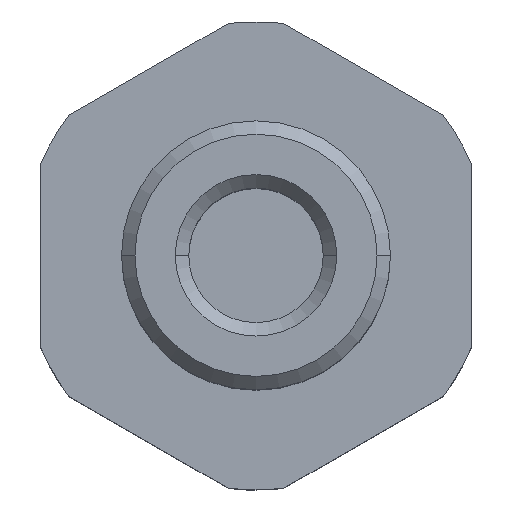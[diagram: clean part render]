
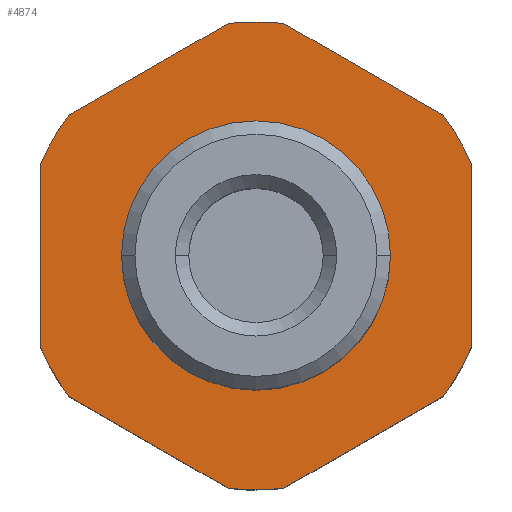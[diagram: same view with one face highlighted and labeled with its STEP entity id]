
A CAD part, top view. The second image highlights one B-rep face of the part: STEP entity #4874.
In plain terms, the highlighted planar face has unit normal (0, 0, 1).
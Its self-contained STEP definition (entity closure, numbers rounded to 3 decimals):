
#1519 = ORIENTED_EDGE ( 'NONE', *, *, #2137, .T. ) ;
#1521 = ORIENTED_EDGE ( 'NONE', *, *, #2144, .T. ) ;
#1523 = ORIENTED_EDGE ( 'NONE', *, *, #2132, .F. ) ;
#1526 = ORIENTED_EDGE ( 'NONE', *, *, #2134, .T. ) ;
#1528 = ORIENTED_EDGE ( 'NONE', *, *, #2142, .T. ) ;
#1538 = ORIENTED_EDGE ( 'NONE', *, *, #2163, .F. ) ;
#1540 = ORIENTED_EDGE ( 'NONE', *, *, #2138, .T. ) ;
#1551 = ORIENTED_EDGE ( 'NONE', *, *, #2141, .T. ) ;
#1553 = ORIENTED_EDGE ( 'NONE', *, *, #2133, .T. ) ;
#1556 = ORIENTED_EDGE ( 'NONE', *, *, #2140, .T. ) ;
#1563 = ORIENTED_EDGE ( 'NONE', *, *, #2143, .T. ) ;
#1564 = ORIENTED_EDGE ( 'NONE', *, *, #2146, .T. ) ;
#1569 = ORIENTED_EDGE ( 'NONE', *, *, #2139, .T. ) ;
#1573 = ORIENTED_EDGE ( 'NONE', *, *, #2145, .T. ) ;
#1730 = VERTEX_POINT ( 'NONE', #6466 ) ;
#1773 = VERTEX_POINT ( 'NONE', #6507 ) ;
#1779 = VERTEX_POINT ( 'NONE', #6512 ) ;
#2132 = EDGE_CURVE ( 'NONE', #1773, #1779, #6323, .T. ) ;
#2133 = EDGE_CURVE ( 'NONE', #8137, #8118, #6327, .T. ) ;
#2134 = EDGE_CURVE ( 'NONE', #8138, #8137, #6329, .T. ) ;
#2137 = EDGE_CURVE ( 'NONE', #8139, #8138, #6335, .T. ) ;
#2138 = EDGE_CURVE ( 'NONE', #8120, #8139, #6337, .T. ) ;
#2139 = EDGE_CURVE ( 'NONE', #8122, #8120, #6338, .T. ) ;
#2140 = EDGE_CURVE ( 'NONE', #8151, #8122, #6340, .T. ) ;
#2141 = EDGE_CURVE ( 'NONE', #8150, #8151, #6341, .T. ) ;
#2142 = EDGE_CURVE ( 'NONE', #8149, #8150, #6343, .T. ) ;
#2143 = EDGE_CURVE ( 'NONE', #8110, #8149, #6344, .T. ) ;
#2144 = EDGE_CURVE ( 'NONE', #8112, #8110, #6346, .T. ) ;
#2145 = EDGE_CURVE ( 'NONE', #1730, #8112, #6347, .T. ) ;
#2146 = EDGE_CURVE ( 'NONE', #8118, #1730, #6349, .T. ) ;
#2163 = EDGE_CURVE ( 'NONE', #1779, #1773, #6374, .T. ) ;
#2727 = DIRECTION ( 'NONE',  ( 0.866, -0.5, 0. ) ) ;
#2729 = DIRECTION ( 'NONE',  ( 0.866, 0.5, 0. ) ) ;
#2730 = CARTESIAN_POINT ( 'NONE',  ( 0., 0., 6.6 ) ) ;
#2731 = DIRECTION ( 'NONE',  ( 0., 0., 1. ) ) ;
#2732 = DIRECTION ( 'NONE',  ( 1., 0., 0. ) ) ;
#2734 = CARTESIAN_POINT ( 'NONE',  ( 0., -9.238, 6.6 ) ) ;
#2735 = CARTESIAN_POINT ( 'NONE',  ( 0., 0., 6.6 ) ) ;
#2736 = DIRECTION ( 'NONE',  ( 0., 0., 1. ) ) ;
#2737 = DIRECTION ( 'NONE',  ( 1., 0., 0. ) ) ;
#2739 = CARTESIAN_POINT ( 'NONE',  ( -8., -4.619, 6.6 ) ) ;
#2742 = CARTESIAN_POINT ( 'NONE',  ( -8., 4.619, 6.6 ) ) ;
#2743 = DIRECTION ( 'NONE',  ( 0., -1., 0. ) ) ;
#2744 = CARTESIAN_POINT ( 'NONE',  ( 0., 0., 6.6 ) ) ;
#2745 = DIRECTION ( 'NONE',  ( 0., 0., 1. ) ) ;
#2746 = DIRECTION ( 'NONE',  ( 1., 0., 0. ) ) ;
#2747 = CARTESIAN_POINT ( 'NONE',  ( 0., 9.238, 6.6 ) ) ;
#2748 = DIRECTION ( 'NONE',  ( -0.866, -0.5, 0. ) ) ;
#2749 = CARTESIAN_POINT ( 'NONE',  ( 0., 0., 6.6 ) ) ;
#2750 = DIRECTION ( 'NONE',  ( 0., 0., 1. ) ) ;
#2751 = DIRECTION ( 'NONE',  ( 1., 0., 0. ) ) ;
#2752 = CARTESIAN_POINT ( 'NONE',  ( 8., 4.619, 6.6 ) ) ;
#2753 = DIRECTION ( 'NONE',  ( -0.866, 0.5, 0. ) ) ;
#2754 = CARTESIAN_POINT ( 'NONE',  ( 0., 0., 6.6 ) ) ;
#2755 = DIRECTION ( 'NONE',  ( 0., 0., 1. ) ) ;
#2756 = DIRECTION ( 'NONE',  ( 1., 0., 0. ) ) ;
#2757 = CARTESIAN_POINT ( 'NONE',  ( 8., -4.619, 6.6 ) ) ;
#2758 = DIRECTION ( 'NONE',  ( 0., 1., 0. ) ) ;
#2759 = CARTESIAN_POINT ( 'NONE',  ( 0., 0., 6.6 ) ) ;
#2760 = DIRECTION ( 'NONE',  ( 0., 0., 1. ) ) ;
#2761 = DIRECTION ( 'NONE',  ( 1., 0., 0. ) ) ;
#2763 = CARTESIAN_POINT ( 'NONE',  ( 0., 0., 6.6 ) ) ;
#2764 = DIRECTION ( 'NONE',  ( 0., 0., 1. ) ) ;
#2765 = DIRECTION ( 'NONE',  ( 1., 0., 0. ) ) ;
#2808 = CARTESIAN_POINT ( 'NONE',  ( 0., 0., 6.6 ) ) ;
#2809 = DIRECTION ( 'NONE',  ( 0., 0., 1. ) ) ;
#2810 = DIRECTION ( 'NONE',  ( 1., 0., 0. ) ) ;
#4101 = AXIS2_PLACEMENT_3D ( 'NONE', #5268, #5265, #5271 ) ;
#4874 = ADVANCED_FACE ( 'NONE', ( #5491, #5499 ), #5269, .T. ) ;
#5265 = DIRECTION ( 'NONE',  ( 0., 0., 1. ) ) ;
#5268 = CARTESIAN_POINT ( 'NONE',  ( 0., 0., 6.6 ) ) ;
#5269 = PLANE ( 'NONE',  #4101 ) ;
#5271 = DIRECTION ( 'NONE',  ( 1., 0., 0. ) ) ;
#5491 = FACE_OUTER_BOUND ( 'NONE', #7681, .T. ) ;
#5499 = FACE_BOUND ( 'NONE', #7791, .T. ) ;
#6323 = CIRCLE ( 'NONE', #7509, 5. ) ;
#6327 = CIRCLE ( 'NONE', #7510, 8.7 ) ;
#6329 = LINE ( 'NONE', #2734, #6332 ) ;
#6332 = VECTOR ( 'NONE', #2729, 1000. ) ;
#6335 = CIRCLE ( 'NONE', #7511, 8.7 ) ;
#6337 = LINE ( 'NONE', #2739, #6339 ) ;
#6338 = CIRCLE ( 'NONE', #7512, 8.7 ) ;
#6339 = VECTOR ( 'NONE', #2727, 1000. ) ;
#6340 = LINE ( 'NONE', #2742, #6342 ) ;
#6341 = CIRCLE ( 'NONE', #7513, 8.7 ) ;
#6342 = VECTOR ( 'NONE', #2743, 1000. ) ;
#6343 = LINE ( 'NONE', #2747, #6345 ) ;
#6344 = CIRCLE ( 'NONE', #7514, 8.7 ) ;
#6345 = VECTOR ( 'NONE', #2748, 1000. ) ;
#6346 = LINE ( 'NONE', #2752, #6348 ) ;
#6347 = CIRCLE ( 'NONE', #7515, 8.7 ) ;
#6348 = VECTOR ( 'NONE', #2753, 1000. ) ;
#6349 = LINE ( 'NONE', #2757, #6351 ) ;
#6351 = VECTOR ( 'NONE', #2758, 1000. ) ;
#6374 = CIRCLE ( 'NONE', #7524, 5. ) ;
#6466 = CARTESIAN_POINT ( 'NONE',  ( 8., 3.419, 6.6 ) ) ;
#6507 = CARTESIAN_POINT ( 'NONE',  ( -5., 0., 6.6 ) ) ;
#6512 = CARTESIAN_POINT ( 'NONE',  ( 5., 0., 6.6 ) ) ;
#7509 = AXIS2_PLACEMENT_3D ( 'NONE', #2730, #2731, #2732 ) ;
#7510 = AXIS2_PLACEMENT_3D ( 'NONE', #2735, #2736, #2737 ) ;
#7511 = AXIS2_PLACEMENT_3D ( 'NONE', #2744, #2745, #2746 ) ;
#7512 = AXIS2_PLACEMENT_3D ( 'NONE', #2749, #2750, #2751 ) ;
#7513 = AXIS2_PLACEMENT_3D ( 'NONE', #2754, #2755, #2756 ) ;
#7514 = AXIS2_PLACEMENT_3D ( 'NONE', #2759, #2760, #2761 ) ;
#7515 = AXIS2_PLACEMENT_3D ( 'NONE', #2763, #2764, #2765 ) ;
#7524 = AXIS2_PLACEMENT_3D ( 'NONE', #2808, #2809, #2810 ) ;
#7681 = EDGE_LOOP ( 'NONE', ( #1564, #1573, #1521, #1563, #1528, #1551, #1556, #1569, #1540, #1519, #1526, #1553 ) ) ;
#7791 = EDGE_LOOP ( 'NONE', ( #1523, #1538 ) ) ;
#8110 = VERTEX_POINT ( 'NONE', #8913 ) ;
#8112 = VERTEX_POINT ( 'NONE', #8915 ) ;
#8118 = VERTEX_POINT ( 'NONE', #8921 ) ;
#8120 = VERTEX_POINT ( 'NONE', #8923 ) ;
#8122 = VERTEX_POINT ( 'NONE', #8925 ) ;
#8137 = VERTEX_POINT ( 'NONE', #8940 ) ;
#8138 = VERTEX_POINT ( 'NONE', #8941 ) ;
#8139 = VERTEX_POINT ( 'NONE', #8942 ) ;
#8149 = VERTEX_POINT ( 'NONE', #8952 ) ;
#8150 = VERTEX_POINT ( 'NONE', #8953 ) ;
#8151 = VERTEX_POINT ( 'NONE', #8954 ) ;
#8913 = CARTESIAN_POINT ( 'NONE',  ( 1.039, 8.638, 6.6 ) ) ;
#8915 = CARTESIAN_POINT ( 'NONE',  ( 6.961, 5.219, 6.6 ) ) ;
#8921 = CARTESIAN_POINT ( 'NONE',  ( 8., -3.419, 6.6 ) ) ;
#8923 = CARTESIAN_POINT ( 'NONE',  ( -6.961, -5.219, 6.6 ) ) ;
#8925 = CARTESIAN_POINT ( 'NONE',  ( -8., -3.419, 6.6 ) ) ;
#8940 = CARTESIAN_POINT ( 'NONE',  ( 6.961, -5.219, 6.6 ) ) ;
#8941 = CARTESIAN_POINT ( 'NONE',  ( 1.039, -8.638, 6.6 ) ) ;
#8942 = CARTESIAN_POINT ( 'NONE',  ( -1.039, -8.638, 6.6 ) ) ;
#8952 = CARTESIAN_POINT ( 'NONE',  ( -1.039, 8.638, 6.6 ) ) ;
#8953 = CARTESIAN_POINT ( 'NONE',  ( -6.961, 5.219, 6.6 ) ) ;
#8954 = CARTESIAN_POINT ( 'NONE',  ( -8., 3.419, 6.6 ) ) ;
